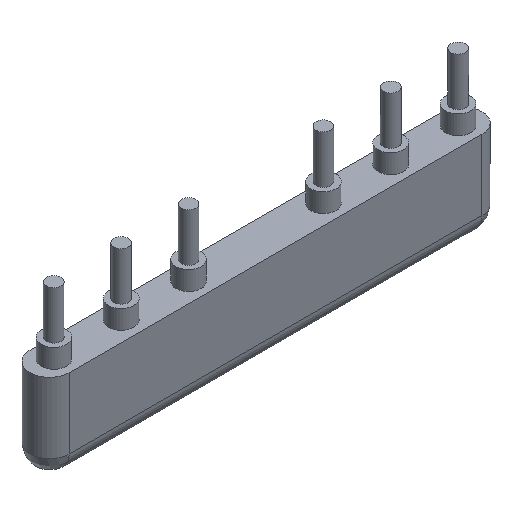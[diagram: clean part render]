
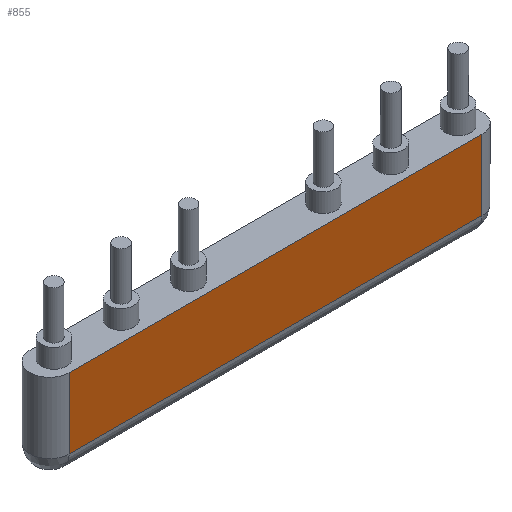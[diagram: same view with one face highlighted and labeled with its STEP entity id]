
A CAD part, isometric view. The second image highlights one B-rep face of the part: STEP entity #855.
In plain terms, the highlighted planar face has unit normal (0, -1, 0).
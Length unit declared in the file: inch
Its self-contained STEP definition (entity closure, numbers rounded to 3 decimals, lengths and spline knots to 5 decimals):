
#633=CARTESIAN_POINT('',(-1.92913,-0.18307,0.1825));
#634=VERTEX_POINT('',#633);
#713=CARTESIAN_POINT('',(1.92913,-0.18307,0.1825));
#714=VERTEX_POINT('',#713);
#755=CARTESIAN_POINT('',(1.92913,-0.18307,0.1825));
#756=DIRECTION('',(-1.0,0.0,0.0));
#757=VECTOR('',#756,3.85827);
#758=LINE('',#755,#757);
#759=EDGE_CURVE('',#714,#634,#758,.T.);
#778=CARTESIAN_POINT('',(1.92913,-0.18307,0.84));
#779=VERTEX_POINT('',#778);
#787=CARTESIAN_POINT('',(1.92913,-0.18307,0.1825));
#788=DIRECTION('',(0.0,0.0,1.0));
#789=VECTOR('',#788,0.6575);
#790=LINE('',#787,#789);
#791=EDGE_CURVE('',#714,#779,#790,.T.);
#832=CARTESIAN_POINT('',(1.92913,-0.18307,0.0));
#833=DIRECTION('',(0.0,-1.0,0.0));
#834=DIRECTION('',(0.0,0.0,-1.0));
#835=AXIS2_PLACEMENT_3D('',#832,#833,#834);
#836=PLANE('',#835);
#837=ORIENTED_EDGE('',*,*,#759,.F.);
#838=ORIENTED_EDGE('',*,*,#791,.T.);
#839=CARTESIAN_POINT('',(-1.92913,-0.18307,0.84));
#840=VERTEX_POINT('',#839);
#841=CARTESIAN_POINT('',(1.92913,-0.18307,0.84));
#842=DIRECTION('',(-1.0,0.0,0.0));
#843=VECTOR('',#842,3.85827);
#844=LINE('',#841,#843);
#845=EDGE_CURVE('',#779,#840,#844,.T.);
#846=ORIENTED_EDGE('',*,*,#845,.T.);
#847=CARTESIAN_POINT('',(-1.92913,-0.18307,0.1825));
#848=DIRECTION('',(0.0,0.0,1.0));
#849=VECTOR('',#848,0.6575);
#850=LINE('',#847,#849);
#851=EDGE_CURVE('',#634,#840,#850,.T.);
#852=ORIENTED_EDGE('',*,*,#851,.F.);
#853=EDGE_LOOP('',(#837,#838,#846,#852));
#854=FACE_OUTER_BOUND('',#853,.T.);
#855=ADVANCED_FACE('',(#854),#836,.T.);
